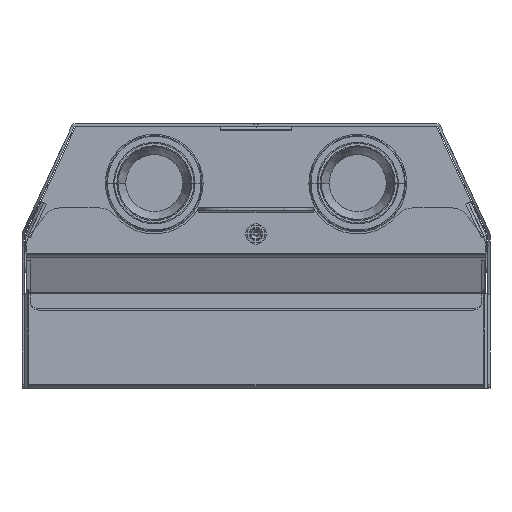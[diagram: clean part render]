
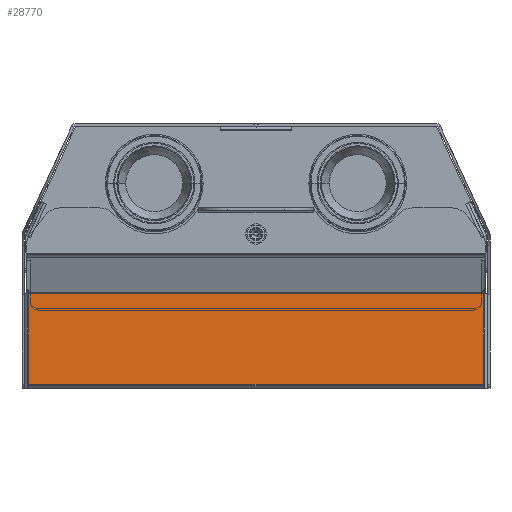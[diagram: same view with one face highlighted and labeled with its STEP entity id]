
A CAD part, front view. The second image highlights one B-rep face of the part: STEP entity #28770.
In plain terms, the highlighted planar face has unit normal (0, -1, 0).
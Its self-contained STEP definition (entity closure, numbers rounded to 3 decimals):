
#1144 = CARTESIAN_POINT ( 'NONE',  ( 55.8, -603.1, -41.8 ) ) ;
#1255 = CARTESIAN_POINT ( 'NONE',  ( -55.8, -603.1, -64. ) ) ;
#1517 = DIRECTION ( 'NONE',  ( 0., -1., 0. ) ) ;
#2087 = ORIENTED_EDGE ( 'NONE', *, *, #19779, .F. ) ;
#3496 = CARTESIAN_POINT ( 'NONE',  ( 55.8, -603.1, -64. ) ) ;
#3924 = VERTEX_POINT ( 'NONE', #25373 ) ;
#4938 = VECTOR ( 'NONE', #10880, 1000. ) ;
#5431 = VECTOR ( 'NONE', #22964, 1000. ) ;
#5610 = LINE ( 'NONE', #13142, #18468 ) ;
#6219 = LINE ( 'NONE', #26112, #16702 ) ;
#7585 = AXIS2_PLACEMENT_3D ( 'NONE', #26361, #1517, #9195 ) ;
#8102 = EDGE_CURVE ( 'NONE', #30517, #3924, #15250, .T. ) ;
#9195 = DIRECTION ( 'NONE',  ( 0., 0., -1. ) ) ;
#9766 = EDGE_CURVE ( 'NONE', #30517, #20557, #6219, .T. ) ;
#9776 = EDGE_CURVE ( 'NONE', #20557, #30397, #11520, .T. ) ;
#10880 = DIRECTION ( 'NONE',  ( -1., 0., 0. ) ) ;
#11520 = LINE ( 'NONE', #3496, #4938 ) ;
#13142 = CARTESIAN_POINT ( 'NONE',  ( -55.8, -603.1, -64. ) ) ;
#13473 = ORIENTED_EDGE ( 'NONE', *, *, #9776, .F. ) ;
#13845 = PLANE ( 'NONE',  #7585 ) ;
#15250 = LINE ( 'NONE', #1144, #5431 ) ;
#16003 = DIRECTION ( 'NONE',  ( 0., 0., -1. ) ) ;
#16702 = VECTOR ( 'NONE', #16003, 1000. ) ;
#18468 = VECTOR ( 'NONE', #20212, 1000. ) ;
#19779 = EDGE_CURVE ( 'NONE', #30397, #3924, #5610, .T. ) ;
#20212 = DIRECTION ( 'NONE',  ( 0., 0., 1. ) ) ;
#20557 = VERTEX_POINT ( 'NONE', #25105 ) ;
#22815 = ORIENTED_EDGE ( 'NONE', *, *, #9766, .F. ) ;
#22964 = DIRECTION ( 'NONE',  ( -1., 0., 0. ) ) ;
#24577 = EDGE_LOOP ( 'NONE', ( #22815, #31578, #2087, #13473 ) ) ;
#25105 = CARTESIAN_POINT ( 'NONE',  ( 55.8, -603.1, -64. ) ) ;
#25373 = CARTESIAN_POINT ( 'NONE',  ( -55.8, -603.1, -41.8 ) ) ;
#26112 = CARTESIAN_POINT ( 'NONE',  ( 55.8, -603.1, -41.8 ) ) ;
#26361 = CARTESIAN_POINT ( 'NONE',  ( 0., -603.1, -53.4 ) ) ;
#28609 = FACE_OUTER_BOUND ( 'NONE', #24577, .T. ) ;
#28770 = ADVANCED_FACE ( 'NONE', ( #28609 ), #13845, .T. ) ;
#30116 = CARTESIAN_POINT ( 'NONE',  ( 55.8, -603.1, -41.8 ) ) ;
#30397 = VERTEX_POINT ( 'NONE', #1255 ) ;
#30517 = VERTEX_POINT ( 'NONE', #30116 ) ;
#31578 = ORIENTED_EDGE ( 'NONE', *, *, #8102, .T. ) ;
